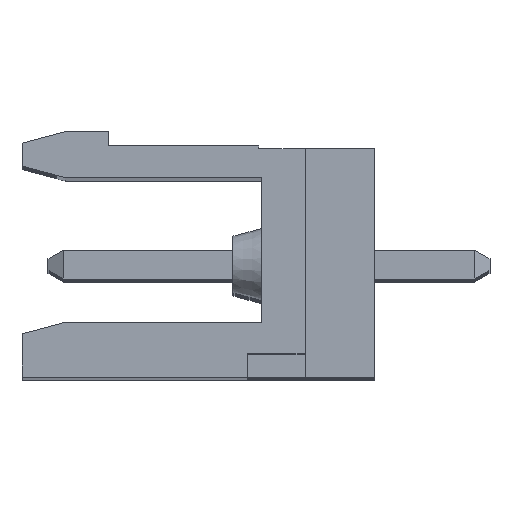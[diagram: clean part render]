
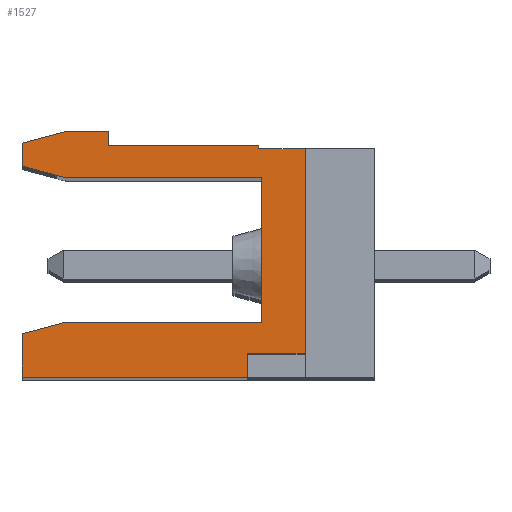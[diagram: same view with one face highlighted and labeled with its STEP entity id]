
A CAD part, top view. The second image highlights one B-rep face of the part: STEP entity #1527.
In plain terms, the highlighted planar face has unit normal (0, 0, 1).
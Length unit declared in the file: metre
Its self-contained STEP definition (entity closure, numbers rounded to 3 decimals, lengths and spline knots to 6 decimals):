
#1527=ADVANCED_FACE('',(#3201),#3202,.F.);
#3201=FACE_OUTER_BOUND('',#4974,.T.);
#3202=PLANE('',#4975);
#4974=EDGE_LOOP('',(#9595,#9596,#9597,#9598,#9599,#9600,#9601,#9602,#9603,#9604,#9605,#9606,#9607,#9608,#9609,#9610,#9611));
#4975=AXIS2_PLACEMENT_3D('',#9612,#9613,#9614);
#9595=ORIENTED_EDGE('',*,*,#12073,.T.);
#9596=ORIENTED_EDGE('',*,*,#11302,.T.);
#9597=ORIENTED_EDGE('',*,*,#10713,.F.);
#9598=ORIENTED_EDGE('',*,*,#12249,.T.);
#9599=ORIENTED_EDGE('',*,*,#12240,.F.);
#9600=ORIENTED_EDGE('',*,*,#11025,.F.);
#9601=ORIENTED_EDGE('',*,*,#10810,.F.);
#9602=ORIENTED_EDGE('',*,*,#10771,.T.);
#9603=ORIENTED_EDGE('',*,*,#12008,.F.);
#9604=ORIENTED_EDGE('',*,*,#11156,.F.);
#9605=ORIENTED_EDGE('',*,*,#12413,.F.);
#9606=ORIENTED_EDGE('',*,*,#10836,.F.);
#9607=ORIENTED_EDGE('',*,*,#12414,.F.);
#9608=ORIENTED_EDGE('',*,*,#11816,.F.);
#9609=ORIENTED_EDGE('',*,*,#12322,.F.);
#9610=ORIENTED_EDGE('',*,*,#12415,.F.);
#9611=ORIENTED_EDGE('',*,*,#12416,.T.);
#9612=CARTESIAN_POINT('',(0.197225,0.26481,0.04693));
#9613=DIRECTION('',(0.0,0.0,-1.0));
#9614=DIRECTION('',(0.0,-1.0,0.0));
#10713=EDGE_CURVE('',#12904,#12906,#12907,.T.);
#10771=EDGE_CURVE('',#13004,#13008,#13010,.T.);
#10810=EDGE_CURVE('',#13004,#13073,#13074,.T.);
#10836=EDGE_CURVE('',#13118,#13113,#13120,.T.);
#11025=EDGE_CURVE('',#13073,#13277,#13453,.T.);
#11156=EDGE_CURVE('',#13665,#13667,#13668,.T.);
#11302=EDGE_CURVE('',#13877,#12906,#13911,.T.);
#11816=EDGE_CURVE('',#14654,#14652,#14656,.T.);
#12008=EDGE_CURVE('',#13667,#13008,#14912,.T.);
#12073=EDGE_CURVE('',#14995,#13877,#14997,.T.);
#12240=EDGE_CURVE('',#13277,#15201,#15202,.T.);
#12249=EDGE_CURVE('',#12904,#15201,#15213,.T.);
#12322=EDGE_CURVE('',#15296,#14654,#15298,.T.);
#12413=EDGE_CURVE('',#13113,#13665,#15397,.T.);
#12414=EDGE_CURVE('',#14652,#13118,#15398,.T.);
#12415=EDGE_CURVE('',#15399,#15296,#15400,.T.);
#12416=EDGE_CURVE('',#15399,#14995,#15401,.T.);
#12904=VERTEX_POINT('',#16049);
#12906=VERTEX_POINT('',#16052);
#12907=LINE('',#16053,#16054);
#13004=VERTEX_POINT('',#16195);
#13008=VERTEX_POINT('',#16201);
#13010=LINE('',#16204,#16205);
#13073=VERTEX_POINT('',#16297);
#13074=LINE('',#16298,#16299);
#13113=VERTEX_POINT('',#16357);
#13118=VERTEX_POINT('',#16364);
#13120=LINE('',#16367,#16368);
#13277=VERTEX_POINT('',#16600);
#13453=LINE('',#16871,#16872);
#13665=VERTEX_POINT('',#17186);
#13667=VERTEX_POINT('',#17189);
#13668=LINE('',#17190,#17191);
#13877=VERTEX_POINT('',#17503);
#13911=LINE('',#17547,#17548);
#14652=VERTEX_POINT('',#18674);
#14654=VERTEX_POINT('',#18677);
#14656=LINE('',#18680,#18681);
#14912=LINE('',#19077,#19078);
#14995=VERTEX_POINT('',#19206);
#14997=LINE('',#19209,#19210);
#15201=VERTEX_POINT('',#19523);
#15202=LINE('',#19524,#19525);
#15213=LINE('',#19539,#19540);
#15296=VERTEX_POINT('',#19668);
#15298=LINE('',#19671,#19672);
#15397=LINE('',#19813,#19814);
#15398=LINE('',#19815,#19816);
#15399=VERTEX_POINT('',#19817);
#15400=LINE('',#19818,#19819);
#15401=LINE('',#19820,#19821);
#16049=CARTESIAN_POINT('',(0.195725,0.25811,0.04693));
#16052=CARTESIAN_POINT('',(0.202525,0.25811,0.04693));
#16053=CARTESIAN_POINT('',(0.197225,0.25811,0.04693));
#16054=VECTOR('',#20178,1.0);
#16195=CARTESIAN_POINT('',(0.202025,0.25701,0.04693));
#16201=CARTESIAN_POINT('',(0.204025,0.25701,0.04693));
#16204=CARTESIAN_POINT('',(0.197225,0.25701,0.04693));
#16205=VECTOR('',#20226,1.0);
#16297=CARTESIAN_POINT('',(0.202025,0.25621,0.04693));
#16298=CARTESIAN_POINT('',(0.202025,0.26481,0.04693));
#16299=VECTOR('',#20256,1.0);
#16357=CARTESIAN_POINT('',(0.202425,0.26421,0.04693));
#16364=CARTESIAN_POINT('',(0.197225,0.26421,0.04693));
#16367=CARTESIAN_POINT('',(0.202425,0.26421,0.04693));
#16368=VECTOR('',#20279,1.0);
#16600=CARTESIAN_POINT('',(0.194225,0.25621,0.04693));
#16871=CARTESIAN_POINT('',(0.194225,0.25621,0.04693));
#16872=VECTOR('',#20447,1.0);
#17186=CARTESIAN_POINT('',(0.202425,0.26411,0.04693));
#17189=CARTESIAN_POINT('',(0.204025,0.26411,0.04693));
#17190=CARTESIAN_POINT('',(0.204025,0.26411,0.04693));
#17191=VECTOR('',#20560,1.0);
#17503=CARTESIAN_POINT('',(0.202525,0.26311,0.04693));
#17547=CARTESIAN_POINT('',(0.202525,0.26481,0.04693));
#17548=VECTOR('',#20722,1.0);
#18674=CARTESIAN_POINT('',(0.197225,0.26471,0.04693));
#18677=CARTESIAN_POINT('',(0.195718,0.26471,0.04693));
#18680=CARTESIAN_POINT('',(0.197225,0.26471,0.04693));
#18681=VECTOR('',#21129,1.0);
#19077=CARTESIAN_POINT('',(0.204025,0.25621,0.04693));
#19078=VECTOR('',#21270,1.0);
#19206=CARTESIAN_POINT('',(0.195718,0.26311,0.04693));
#19209=CARTESIAN_POINT('',(0.197225,0.26311,0.04693));
#19210=VECTOR('',#21317,1.0);
#19523=CARTESIAN_POINT('',(0.194225,0.257708,0.04693));
#19524=CARTESIAN_POINT('',(0.194225,0.26441,0.04693));
#19525=VECTOR('',#21427,1.0);
#19539=CARTESIAN_POINT('',(0.194225,0.257708,0.04693));
#19540=VECTOR('',#21443,1.0);
#19668=CARTESIAN_POINT('',(0.194225,0.26431,0.04693));
#19671=CARTESIAN_POINT('',(0.195718,0.26471,0.04693));
#19672=VECTOR('',#21487,1.0);
#19813=CARTESIAN_POINT('',(0.202425,0.26411,0.04693));
#19814=VECTOR('',#21533,1.0);
#19815=CARTESIAN_POINT('',(0.197225,0.26431,0.04693));
#19816=VECTOR('',#21534,1.0);
#19817=CARTESIAN_POINT('',(0.194225,0.26351,0.04693));
#19818=CARTESIAN_POINT('',(0.194225,0.26441,0.04693));
#19819=VECTOR('',#21535,1.0);
#19820=CARTESIAN_POINT('',(0.196699,0.262847,0.04693));
#19821=VECTOR('',#21536,1.0);
#20178=DIRECTION('',(1.0,0.0,0.0));
#20226=DIRECTION('',(1.0,0.0,0.0));
#20256=DIRECTION('',(0.0,-1.0,0.0));
#20279=DIRECTION('',(1.0,0.0,0.0));
#20447=DIRECTION('',(-1.0,0.0,0.0));
#20560=DIRECTION('',(1.0,0.0,0.0));
#20722=DIRECTION('',(0.,-1.0,0.0));
#21129=DIRECTION('',(1.0,0.0,0.0));
#21270=DIRECTION('',(0.0,-1.0,0.0));
#21317=DIRECTION('',(1.0,0.0,0.0));
#21427=DIRECTION('',(0.0,1.0,0.0));
#21443=DIRECTION('',(-0.966,-0.259,0.0));
#21487=DIRECTION('',(0.966,0.259,0.0));
#21533=DIRECTION('',(0.0,-1.0,0.0));
#21534=DIRECTION('',(0.,-1.0,-0.0));
#21535=DIRECTION('',(0.0,1.0,0.0));
#21536=DIRECTION('',(0.966,-0.259,0.0));
